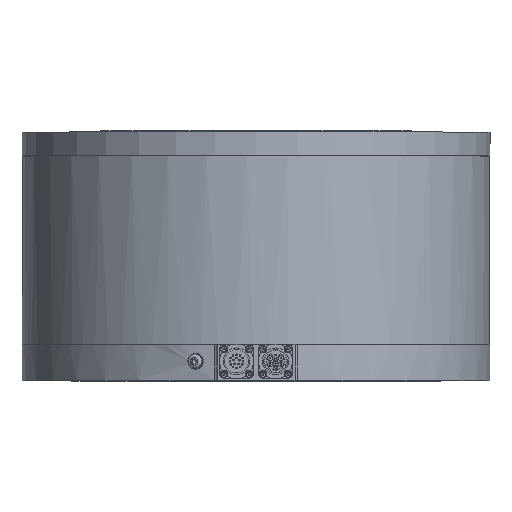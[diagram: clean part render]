
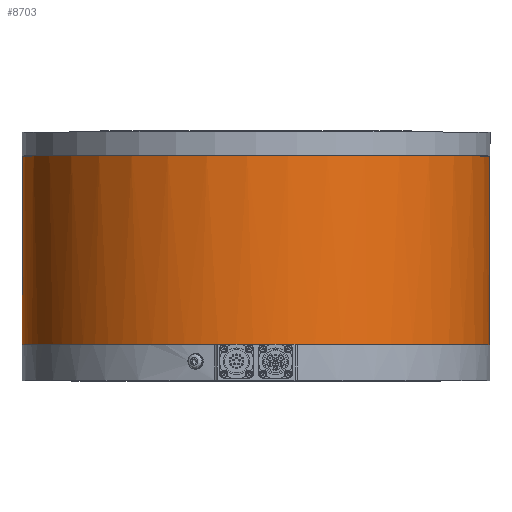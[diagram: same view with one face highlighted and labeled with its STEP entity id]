
A CAD part, top view. The second image highlights one B-rep face of the part: STEP entity #8703.
In plain terms, the highlighted cylindrical face has radius 149.75 mm (diameter 299.5 mm), a full revolution.
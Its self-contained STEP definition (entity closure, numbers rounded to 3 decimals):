
#780 = ORIENTED_EDGE ( 'NONE', *, *, #1986, .T. ) ;
#1544 = CARTESIAN_POINT ( 'NONE',  ( 0., 202.452, 0. ) ) ;
#1986 = EDGE_CURVE ( 'NONE', #9046, #9046, #22823, .T. ) ;
#2010 = DIRECTION ( 'NONE',  ( 0.136, 0., 0.991 ) ) ;
#2228 = EDGE_CURVE ( 'NONE', #8749, #8749, #5428, .T. ) ;
#2551 = DIRECTION ( 'NONE',  ( 0., 1., 0. ) ) ;
#5370 = AXIS2_PLACEMENT_3D ( 'NONE', #1544, #2551, #2010 ) ;
#5428 = CIRCLE ( 'NONE', #11213, 149.75 ) ;
#6021 = DIRECTION ( 'NONE',  ( 0.136, 0., 0.991 ) ) ;
#6053 = DIRECTION ( 'NONE',  ( 0., 1., 0. ) ) ;
#6076 = CARTESIAN_POINT ( 'NONE',  ( 0., 55., 0. ) ) ;
#8703 = ADVANCED_FACE ( 'NONE', ( #19133, #19012 ), #18941, .T. ) ;
#8749 = VERTEX_POINT ( 'NONE', #18444 ) ;
#8995 = DIRECTION ( 'NONE',  ( 1., 0., 0. ) ) ;
#9021 = DIRECTION ( 'NONE',  ( 0., 1., 0. ) ) ;
#9031 = CARTESIAN_POINT ( 'NONE',  ( 0., -66., 0. ) ) ;
#9046 = VERTEX_POINT ( 'NONE', #18699 ) ;
#11213 = AXIS2_PLACEMENT_3D ( 'NONE', #6076, #6053, #6021 ) ;
#11407 = AXIS2_PLACEMENT_3D ( 'NONE', #9031, #9021, #8995 ) ;
#18444 = CARTESIAN_POINT ( 'NONE',  ( 20.371, 55., 148.358 ) ) ;
#18636 = ORIENTED_EDGE ( 'NONE', *, *, #2228, .F. ) ;
#18699 = CARTESIAN_POINT ( 'NONE',  ( 149.75, -66., 0. ) ) ;
#18941 = CYLINDRICAL_SURFACE ( 'NONE', #5370, 149.75 ) ;
#19012 = FACE_OUTER_BOUND ( 'NONE', #23446, .T. ) ;
#19133 = FACE_OUTER_BOUND ( 'NONE', #22749, .T. ) ;
#22749 = EDGE_LOOP ( 'NONE', ( #780 ) ) ;
#22823 = CIRCLE ( 'NONE', #11407, 149.75 ) ;
#23446 = EDGE_LOOP ( 'NONE', ( #18636 ) ) ;
